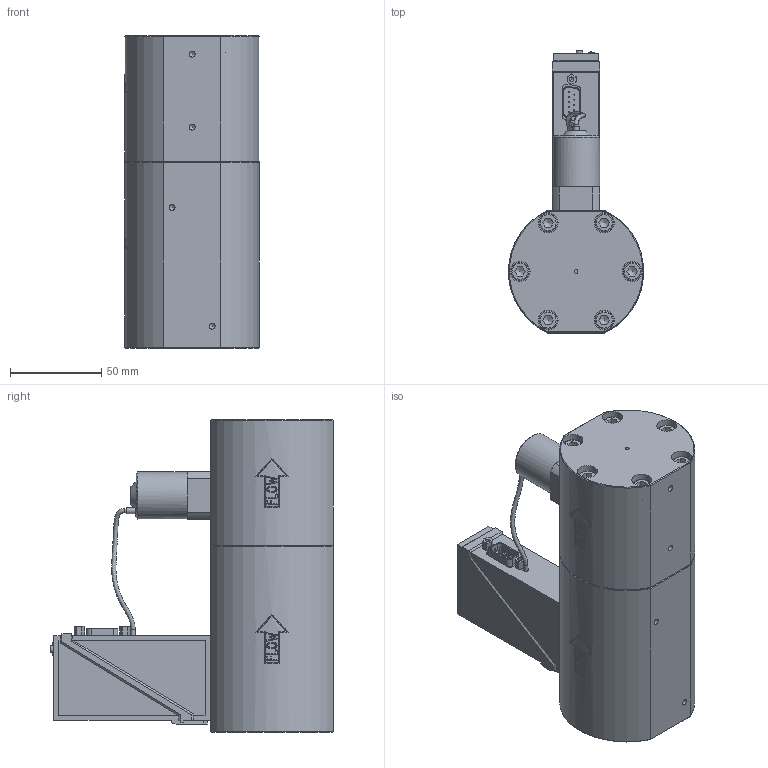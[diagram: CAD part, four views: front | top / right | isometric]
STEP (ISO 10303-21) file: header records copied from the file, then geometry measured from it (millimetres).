
FILE_DESCRIPTION((''),'2;1');
FILE_NAME('F-203AV.stp','2012-10-05T08:37:54',('M-Huiskes'),(''),'Autodesk Inventor 2009','Autodesk Inventor 2009','');
FILE_SCHEMA(('AUTOMOTIVE_DESIGN { 1 0 10303 214 1 1 1 1 }'));
Length unit declared in the file: millimetre
Products named in the file (1): Part200_6
Bounding box: 73.86 x 154.56 x 171 mm (x, y, z)
Volume: 828248.7 mm3; surface area: 71933.3 mm2
Topology: 1 solids, 1 shells, 574 faces, 1488 edges, 967 vertices
Faces by surface type: plane 308, cylinder 91, bspline 89, cone 59, torus 16, sphere 11
Full cylindrical faces by diameter (mm): 0.59 x9, 2 x2, 2.318 x3, 2.459 x2, 2.9 x2, 2.95 x2, 3 x1, 3.2 x2, 3.242 x4, 3.318 x1, 3.6 x1, 4.4 x1, 5.5 x5, 6 x4, 10 x6, 11 x6, 25.9 x1
Entity records: 33471 total; most frequent: CARTESIAN_POINT 20587, ORIENTED_EDGE 2688, DIRECTION 2301, EDGE_CURVE 1344, VERTEX_POINT 915, AXIS2_PLACEMENT_3D 780, VECTOR 741, LINE 741
